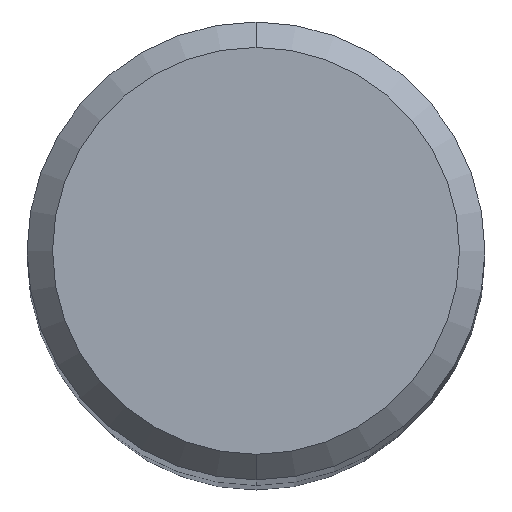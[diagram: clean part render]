
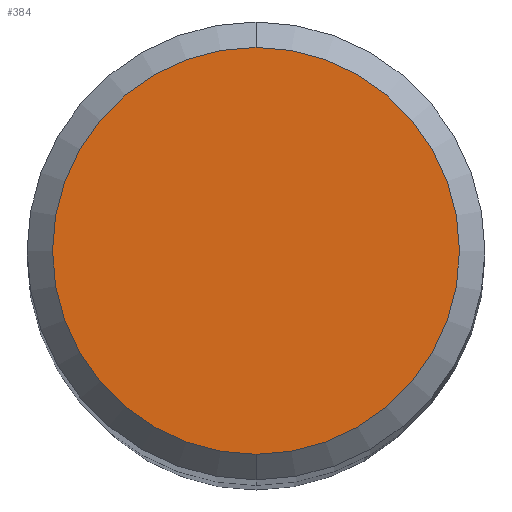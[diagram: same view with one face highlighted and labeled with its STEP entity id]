
A CAD part, top view. The second image highlights one B-rep face of the part: STEP entity #384.
In plain terms, the highlighted planar face has unit normal (0, 0, 1).
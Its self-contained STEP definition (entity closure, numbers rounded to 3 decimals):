
#212=VERTEX_POINT('',#520);
#240=EDGE_CURVE('',#254,#212,#549,.T.);
#254=VERTEX_POINT('',#564);
#270=EDGE_CURVE('',#212,#254,#582,.T.);
#384=ADVANCED_FACE('',(#707),#708,.T.);
#520=CARTESIAN_POINT('',(0.,-4.0,0.0));
#549=CIRCLE('',#956,4.0);
#564=CARTESIAN_POINT('',(0.0,4.0,0.0));
#582=CIRCLE('',#1033,4.0);
#707=FACE_OUTER_BOUND('',#1296,.T.);
#708=PLANE('',#1297);
#956=AXIS2_PLACEMENT_3D('',#1554,#1555,#1556);
#1033=AXIS2_PLACEMENT_3D('',#1583,#1584,#1585);
#1296=EDGE_LOOP('',(#1724,#1725));
#1297=AXIS2_PLACEMENT_3D('',#1726,#1727,#1728);
#1554=CARTESIAN_POINT('',(0.0,0.0,0.0));
#1555=DIRECTION('',(0.0,0.0,-1.0));
#1556=DIRECTION('',(0.0,1.0,0.0));
#1583=CARTESIAN_POINT('',(0.0,0.0,0.0));
#1584=DIRECTION('',(0.0,0.0,-1.0));
#1585=DIRECTION('',(0.0,1.0,0.0));
#1724=ORIENTED_EDGE('',*,*,#240,.F.);
#1725=ORIENTED_EDGE('',*,*,#270,.F.);
#1726=CARTESIAN_POINT('',(0.0,2.0,0.0));
#1727=DIRECTION('',(-0.0,0.0,1.0));
#1728=DIRECTION('',(0.0,-1.0,0.0));
